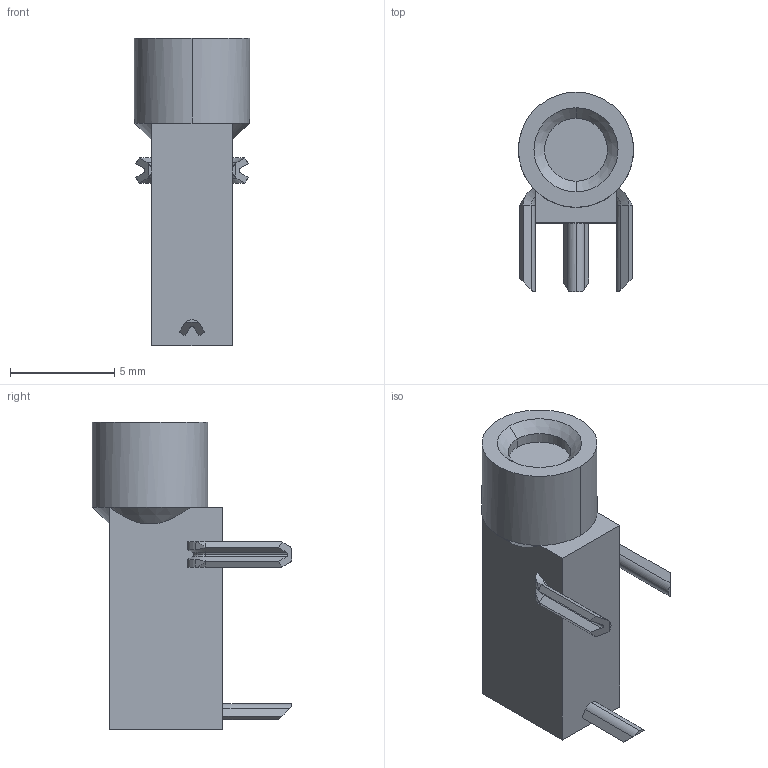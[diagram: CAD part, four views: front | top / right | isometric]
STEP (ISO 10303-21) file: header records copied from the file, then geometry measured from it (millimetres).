
FILE_DESCRIPTION(('STEP AP242'),'1');
FILE_NAME('350180-9.stp','2023-05-17T08:01:20',('TraceParts'),('TraceParts S.A.'),'Spatial InterOp 3D',' ',' ');
FILE_SCHEMA(('AP242_MANAGED_MODEL_BASED_3D_ENGINEERING_MIM_LF {1 0 10303 442 1 1 4}'));
Length unit declared in the file: millimetre
Products named in the file (1): 350180-9
Bounding box: 5.54 x 9.58 x 14.76 mm (x, y, z)
Volume: 318.4 mm3; surface area: 382.8 mm2
Topology: 1 solids, 1 shells, 87 faces, 205 edges, 125 vertices
Faces by surface type: plane 40, cylinder 23, cone 16, torus 8
Entity records: 2674 total; most frequent: CARTESIAN_POINT 702, ORIENTED_EDGE 410, DIRECTION 399, EDGE_CURVE 205, AXIS2_PLACEMENT_3D 148, VERTEX_POINT 125, LINE 103, VECTOR 103
